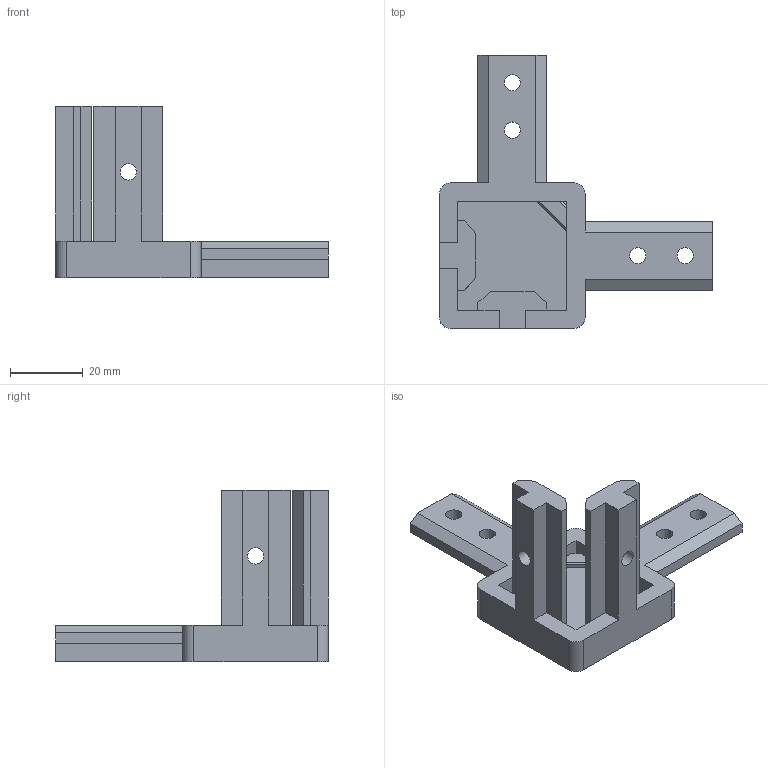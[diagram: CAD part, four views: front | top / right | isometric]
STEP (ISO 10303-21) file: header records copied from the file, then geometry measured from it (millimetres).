
FILE_DESCRIPTION(/* description */ (''),/* implementation_level */ '2;1');
FILE_NAME(/* name */ 'Inside Corner Bracket 3 Way Hidden 4040.stp',/* time_stamp */ '2025-10-25T10:07:25+07:00',/* author */ ('Hp'),/* organization */ (''),/* preprocessor_version */ 'ST-DEVELOPER v20',/* originating_system */ 'Autodesk Inventor 2024',/* authorisation */ '');
FILE_SCHEMA (('AUTOMOTIVE_DESIGN { 1 0 10303 214 3 1 1 }'));
Length unit declared in the file: millimetre
Products named in the file (1): Sambungan Siku
Bounding box: 75 x 75 x 47 mm (x, y, z)
Volume: 29253.6 mm3; surface area: 13921.4 mm2
Topology: 1 solids, 1 shells, 70 faces, 200 edges, 132 vertices
Faces by surface type: plane 60, cylinder 10
Full cylindrical faces by diameter (mm): 4.459 x6
Entity records: 2319 total; most frequent: CARTESIAN_POINT 403, ORIENTED_EDGE 400, DIRECTION 362, EDGE_CURVE 200, LINE 180, VECTOR 180, VERTEX_POINT 132, AXIS2_PLACEMENT_3D 91
